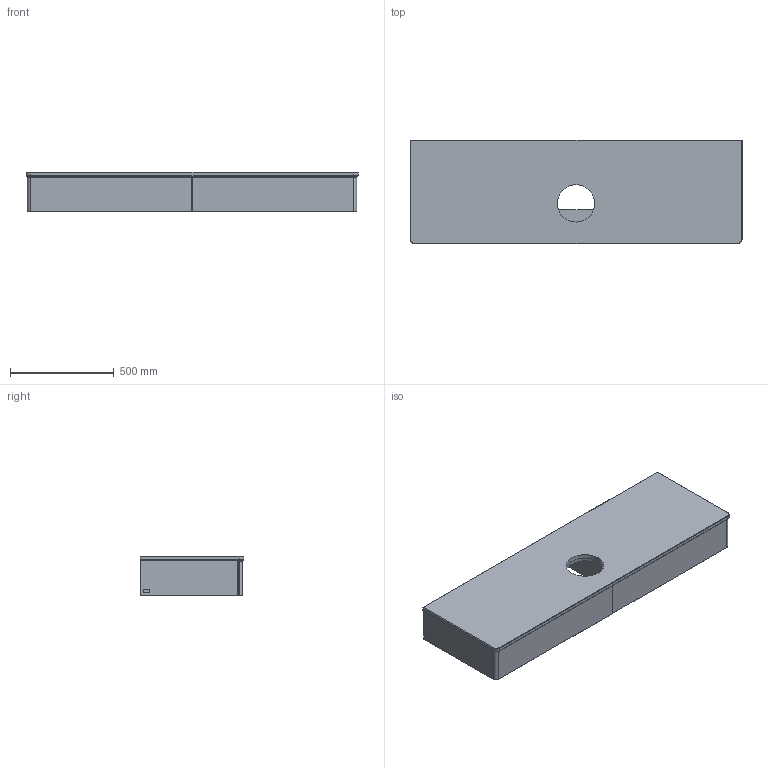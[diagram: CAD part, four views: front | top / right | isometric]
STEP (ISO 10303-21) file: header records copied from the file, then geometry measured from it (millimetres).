
FILE_DESCRIPTION((' '),'2;1');
FILE_NAME('K140_L140.stp','2023-04-04T15:59:12',(' '),(' '),' ','ACIS',' ');
FILE_SCHEMA(('CONFIG_CONTROL_DESIGN'));
Length unit declared in the file: millimetre
Products named in the file (15): K140_L140.stp; Körper1; Körper2; Körper3; Körper4; Körper5; Körper6; Körper7; Körper8; Körper9; Körper10; Körper11; Körper12; Körper13; Körper14
Assembly tree (14 placements, depth 2):
  K140_L140.stp
    Körper1
    Körper2
    Körper3
    Körper4
    Körper5
    Körper6
    Körper7
    Körper8
    Körper9
    Körper10
    Körper11
    Körper12
    Körper13
    Körper14
Bounding box: 1600 x 500 x 190 mm (x, y, z)
Volume: 47259712.8 mm3; surface area: 5942571.4 mm2
Topology: 14 solids, 14 shells, 179 faces, 397 edges, 242 vertices
Faces by surface type: plane 142, cylinder 21, cone 8, torus 4, sphere 4
Full cylindrical faces by diameter (mm): 35 x1, 180 x2
Entity records: 6904 total; most frequent: DIRECTION 860, CARTESIAN_POINT 840, ORIENTED_EDGE 780, EDGE_CURVE 390, VECTOR 336, LINE 336, AXIS2_PLACEMENT_3D 262, VERTEX_POINT 242
